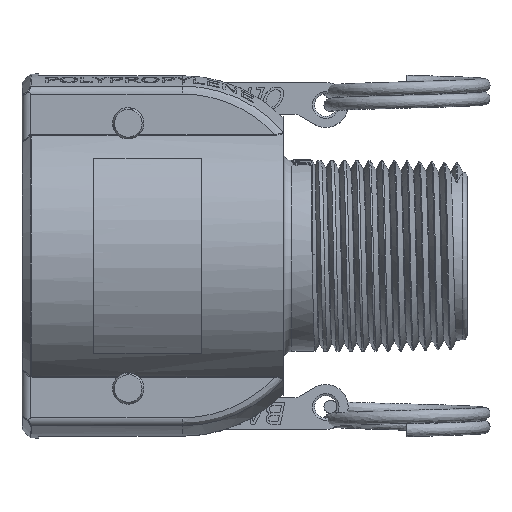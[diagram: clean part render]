
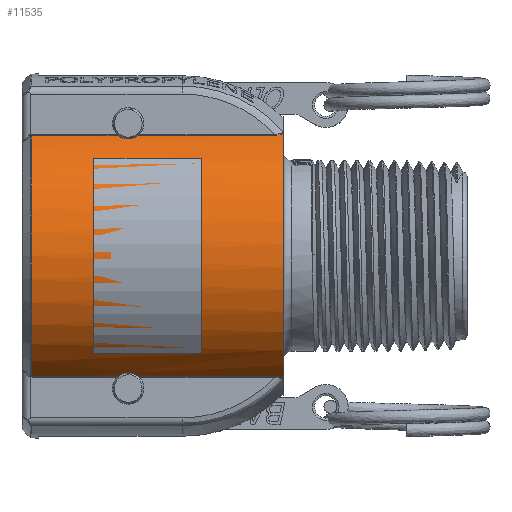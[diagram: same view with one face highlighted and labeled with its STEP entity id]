
A CAD part, top view. The second image highlights one B-rep face of the part: STEP entity #11535.
In plain terms, the highlighted cylindrical face has radius 24.892 mm (diameter 49.784 mm), a partial arc.
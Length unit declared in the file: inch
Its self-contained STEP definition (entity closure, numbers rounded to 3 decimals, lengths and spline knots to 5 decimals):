
#483=LINE('',#17146,#1304);
#484=LINE('',#17149,#1305);
#492=LINE('',#17191,#1313);
#493=LINE('',#17193,#1314);
#1304=VECTOR('',#12984,0.94785);
#1305=VECTOR('',#12989,0.59717);
#1313=VECTOR('',#13015,0.94785);
#1314=VECTOR('',#13018,0.59717);
#2255=CYLINDRICAL_SURFACE('',#12324,0.98);
#2388=FACE_OUTER_BOUND('',#3079,.T.);
#3079=EDGE_LOOP('',(#8200,#8201,#8202,#8203,#8204,#8205,#8206,#8207,#8208,
#8209,#8210,#8211,#8212,#8213));
#3867=CIRCLE('',#12322,0.98);
#3869=CIRCLE('',#12325,0.98);
#4026=B_SPLINE_CURVE_WITH_KNOTS('',3,(#15502,#15503,#15504,#15505,#15506,
#15507,#15508),.UNSPECIFIED.,.F.,.F.,(4,3,4),(0.5,0.87422,
1.),.UNSPECIFIED.);
#4028=B_SPLINE_CURVE_WITH_KNOTS('',3,(#15555,#15556,#15557,#15558),
 .UNSPECIFIED.,.F.,.F.,(4,4),(0.,0.5),.UNSPECIFIED.);
#4033=B_SPLINE_CURVE_WITH_KNOTS('',3,(#15726,#15727,#15728,#15729,#15730,
#15731,#15732),.UNSPECIFIED.,.F.,.F.,(4,3,4),(0.5,0.7465,
1.),.UNSPECIFIED.);
#4035=B_SPLINE_CURVE_WITH_KNOTS('',3,(#15842,#15843,#15844,#15845),
 .UNSPECIFIED.,.F.,.F.,(4,4),(0.,0.5),.UNSPECIFIED.);
#4072=B_SPLINE_CURVE_WITH_KNOTS('',3,(#17030,#17031,#17032,#17033,#17034,
#17035,#17036,#17037,#17038,#17039,#17040,#17041,#17042,#17043),
 .UNSPECIFIED.,.F.,.F.,(4,2,2,2,2,2,4),(1.09996,1.18895,
1.25381,1.31866,1.38351,1.44836,1.53736),
 .UNSPECIFIED.);
#4074=B_SPLINE_CURVE_WITH_KNOTS('',3,(#17060,#17061,#17062,#17063,#17064,
#17065,#17066,#17067,#17068,#17069,#17070,#17071,#17072,#17073),
 .UNSPECIFIED.,.F.,.F.,(4,2,2,2,2,2,4),(1.09996,1.18895,
1.25381,1.31866,1.38351,1.44836,1.53736),
 .UNSPECIFIED.);
#4214=B_SPLINE_CURVE_WITH_KNOTS('',3,(#21057,#21058,#21059,#21060,#21061),
 .UNSPECIFIED.,.F.,.F.,(4,1,4),(-0.24156,-0.10353,-0.05393),
 .UNSPECIFIED.);
#4222=B_SPLINE_CURVE_WITH_KNOTS('',3,(#21244,#21245,#21246,#21247,#21248),
 .UNSPECIFIED.,.F.,.F.,(4,1,4),(0.05393,0.10353,0.24156),
 .UNSPECIFIED.);
#4668=VERTEX_POINT('',#15494);
#4669=VERTEX_POINT('',#15501);
#4671=VERTEX_POINT('',#15553);
#4676=VERTEX_POINT('',#15718);
#4677=VERTEX_POINT('',#15725);
#4679=VERTEX_POINT('',#15840);
#4719=VERTEX_POINT('',#17010);
#4721=VERTEX_POINT('',#17021);
#4724=VERTEX_POINT('',#17049);
#4726=VERTEX_POINT('',#17059);
#4738=VERTEX_POINT('',#17145);
#4746=VERTEX_POINT('',#17189);
#4997=VERTEX_POINT('',#21042);
#5002=VERTEX_POINT('',#21233);
#5855=EDGE_CURVE('',#4668,#4669,#4026,.T.);
#5859=EDGE_CURVE('',#4671,#4668,#4028,.T.);
#5865=EDGE_CURVE('',#4676,#4677,#4033,.T.);
#5869=EDGE_CURVE('',#4679,#4676,#4035,.T.);
#5922=EDGE_CURVE('',#4719,#4721,#4072,.T.);
#5926=EDGE_CURVE('',#4726,#4724,#4074,.T.);
#5944=EDGE_CURVE('',#4719,#4738,#483,.T.);
#5946=EDGE_CURVE('',#4669,#4721,#484,.T.);
#5961=EDGE_CURVE('',#4746,#4724,#492,.T.);
#5962=EDGE_CURVE('',#4726,#4679,#493,.T.);
#6252=EDGE_CURVE('',#4738,#4997,#4214,.T.);
#6257=EDGE_CURVE('',#4677,#4671,#3867,.T.);
#6264=EDGE_CURVE('',#5002,#4746,#4222,.T.);
#6267=EDGE_CURVE('',#4997,#5002,#3869,.T.);
#8200=ORIENTED_EDGE('',*,*,#5922,.T.);
#8201=ORIENTED_EDGE('',*,*,#5946,.F.);
#8202=ORIENTED_EDGE('',*,*,#5855,.F.);
#8203=ORIENTED_EDGE('',*,*,#5859,.F.);
#8204=ORIENTED_EDGE('',*,*,#6257,.F.);
#8205=ORIENTED_EDGE('',*,*,#5865,.F.);
#8206=ORIENTED_EDGE('',*,*,#5869,.F.);
#8207=ORIENTED_EDGE('',*,*,#5962,.F.);
#8208=ORIENTED_EDGE('',*,*,#5926,.T.);
#8209=ORIENTED_EDGE('',*,*,#5961,.F.);
#8210=ORIENTED_EDGE('',*,*,#6264,.F.);
#8211=ORIENTED_EDGE('',*,*,#6267,.F.);
#8212=ORIENTED_EDGE('',*,*,#6252,.F.);
#8213=ORIENTED_EDGE('',*,*,#5944,.F.);
#11535=ADVANCED_FACE('',(#2388),#2255,.T.);
#12322=AXIS2_PLACEMENT_3D('',#21126,#13323,#13324);
#12324=AXIS2_PLACEMENT_3D('',#21285,#13327,#13328);
#12325=AXIS2_PLACEMENT_3D('',#21286,#13329,#13330);
#12984=DIRECTION('',(1.,0.,0.));
#12989=DIRECTION('',(1.,0.,0.));
#13015=DIRECTION('',(-1.,0.,0.));
#13018=DIRECTION('',(-1.,0.,0.));
#13323=DIRECTION('center_axis',(-1.,0.,0.));
#13324=DIRECTION('ref_axis',(0.,0.,1.));
#13327=DIRECTION('center_axis',(-1.,0.,0.));
#13328=DIRECTION('ref_axis',(0.,0.,1.));
#13329=DIRECTION('center_axis',(1.,0.,0.));
#13330=DIRECTION('ref_axis',(0.,0.,-1.));
#15494=CARTESIAN_POINT('',(0.0661,0.83859,0.50712));
#15501=CARTESIAN_POINT('',(0.07205,0.83996,0.50485));
#15502=CARTESIAN_POINT('Ctrl Pts',(0.0661,0.83859,
0.50712));
#15503=CARTESIAN_POINT('Ctrl Pts',(0.06723,0.83934,
0.50588));
#15504=CARTESIAN_POINT('Ctrl Pts',(0.06885,0.83982,
0.50507));
#15505=CARTESIAN_POINT('Ctrl Pts',(0.07046,0.83992,
0.50491));
#15506=CARTESIAN_POINT('Ctrl Pts',(0.071,0.83996,
0.50485));
#15507=CARTESIAN_POINT('Ctrl Pts',(0.07152,0.83996,
0.50485));
#15508=CARTESIAN_POINT('Ctrl Pts',(0.07205,0.83996,
0.50485));
#15553=CARTESIAN_POINT('',(0.06414,0.83497,0.51305));
#15555=CARTESIAN_POINT('Ctrl Pts',(0.06414,0.83497,
0.51305));
#15556=CARTESIAN_POINT('Ctrl Pts',(0.06414,0.83606,
0.51129));
#15557=CARTESIAN_POINT('Ctrl Pts',(0.0646,0.83759,
0.50878));
#15558=CARTESIAN_POINT('Ctrl Pts',(0.0661,0.83859,
0.50712));
#15718=CARTESIAN_POINT('',(0.06611,-0.8386,0.5071));
#15725=CARTESIAN_POINT('',(0.06414,-0.83497,0.51305));
#15726=CARTESIAN_POINT('Ctrl Pts',(0.06611,-0.8386,
0.5071));
#15727=CARTESIAN_POINT('Ctrl Pts',(0.06538,-0.8381,
0.50792));
#15728=CARTESIAN_POINT('Ctrl Pts',(0.06483,-0.83751,
0.50891));
#15729=CARTESIAN_POINT('Ctrl Pts',(0.06451,-0.83686,
0.50997));
#15730=CARTESIAN_POINT('Ctrl Pts',(0.06418,-0.83619,
0.51106));
#15731=CARTESIAN_POINT('Ctrl Pts',(0.06414,-0.83554,
0.51213));
#15732=CARTESIAN_POINT('Ctrl Pts',(0.06414,-0.83497,
0.51305));
#15840=CARTESIAN_POINT('',(0.07205,-0.83996,0.50485));
#15842=CARTESIAN_POINT('Ctrl Pts',(0.07205,-0.83996,
0.50485));
#15843=CARTESIAN_POINT('Ctrl Pts',(0.07002,-0.83996,
0.50485));
#15844=CARTESIAN_POINT('Ctrl Pts',(0.06753,-0.83956,
0.50552));
#15845=CARTESIAN_POINT('Ctrl Pts',(0.06611,-0.8386,
0.5071));
#17010=CARTESIAN_POINT('',(0.81079,0.83996,0.50485));
#17021=CARTESIAN_POINT('',(0.66921,0.83996,0.50485));
#17030=CARTESIAN_POINT('Ctrl Pts',(0.81079,0.83996,
0.50485));
#17031=CARTESIAN_POINT('Ctrl Pts',(0.80431,0.83447,
0.51398));
#17032=CARTESIAN_POINT('Ctrl Pts',(0.79671,0.82934,
0.52217));
#17033=CARTESIAN_POINT('Ctrl Pts',(0.78175,0.82203,
0.53358));
#17034=CARTESIAN_POINT('Ctrl Pts',(0.77411,0.8191,
0.53805));
#17035=CARTESIAN_POINT('Ctrl Pts',(0.7575,0.81507,
0.54413));
#17036=CARTESIAN_POINT('Ctrl Pts',(0.74851,0.814,0.54571));
#17037=CARTESIAN_POINT('Ctrl Pts',(0.73149,0.814,0.54571));
#17038=CARTESIAN_POINT('Ctrl Pts',(0.7225,0.81507,
0.54413));
#17039=CARTESIAN_POINT('Ctrl Pts',(0.70589,0.8191,
0.53805));
#17040=CARTESIAN_POINT('Ctrl Pts',(0.69825,0.82203,
0.53358));
#17041=CARTESIAN_POINT('Ctrl Pts',(0.68329,0.82934,
0.52217));
#17042=CARTESIAN_POINT('Ctrl Pts',(0.67569,0.83447,
0.51398));
#17043=CARTESIAN_POINT('Ctrl Pts',(0.66921,0.83996,
0.50485));
#17049=CARTESIAN_POINT('',(0.81079,-0.83996,0.50485));
#17059=CARTESIAN_POINT('',(0.66921,-0.83996,0.50485));
#17060=CARTESIAN_POINT('Ctrl Pts',(0.66921,-0.83996,
0.50485));
#17061=CARTESIAN_POINT('Ctrl Pts',(0.67569,-0.83447,
0.51398));
#17062=CARTESIAN_POINT('Ctrl Pts',(0.68329,-0.82934,
0.52217));
#17063=CARTESIAN_POINT('Ctrl Pts',(0.69825,-0.82203,
0.53358));
#17064=CARTESIAN_POINT('Ctrl Pts',(0.70589,-0.8191,
0.53805));
#17065=CARTESIAN_POINT('Ctrl Pts',(0.7225,-0.81507,
0.54413));
#17066=CARTESIAN_POINT('Ctrl Pts',(0.73149,-0.814,0.54571));
#17067=CARTESIAN_POINT('Ctrl Pts',(0.74851,-0.814,0.54571));
#17068=CARTESIAN_POINT('Ctrl Pts',(0.7575,-0.81507,
0.54413));
#17069=CARTESIAN_POINT('Ctrl Pts',(0.77411,-0.8191,
0.53805));
#17070=CARTESIAN_POINT('Ctrl Pts',(0.78175,-0.82203,
0.53358));
#17071=CARTESIAN_POINT('Ctrl Pts',(0.79671,-0.82934,
0.52217));
#17072=CARTESIAN_POINT('Ctrl Pts',(0.80431,-0.83447,
0.51398));
#17073=CARTESIAN_POINT('Ctrl Pts',(0.81079,-0.83996,
0.50485));
#17145=CARTESIAN_POINT('',(1.75864,0.83996,0.50485));
#17146=CARTESIAN_POINT('',(1.82,0.83996,0.50485));
#17149=CARTESIAN_POINT('',(1.82,0.83996,0.50485));
#17189=CARTESIAN_POINT('',(1.75864,-0.83996,0.50485));
#17191=CARTESIAN_POINT('',(1.82,-0.83996,0.50485));
#17193=CARTESIAN_POINT('',(1.82,-0.83996,0.50485));
#21042=CARTESIAN_POINT('',(1.82,0.85626,0.47667));
#21057=CARTESIAN_POINT('Ctrl Pts',(1.75864,0.83996,0.50485));
#21058=CARTESIAN_POINT('Ctrl Pts',(1.77675,0.83996,0.50485));
#21059=CARTESIAN_POINT('Ctrl Pts',(1.80275,0.8432,0.49966));
#21060=CARTESIAN_POINT('Ctrl Pts',(1.81751,0.85341,0.48182));
#21061=CARTESIAN_POINT('Ctrl Pts',(1.82009,0.85629,0.47664));
#21126=CARTESIAN_POINT('Origin',(0.06414,0.,0.));
#21233=CARTESIAN_POINT('',(1.82,-0.85626,0.47667));
#21244=CARTESIAN_POINT('Ctrl Pts',(1.82009,-0.85629,
0.47664));
#21245=CARTESIAN_POINT('Ctrl Pts',(1.81751,-0.85341,
0.48182));
#21246=CARTESIAN_POINT('Ctrl Pts',(1.80275,-0.8432,
0.49966));
#21247=CARTESIAN_POINT('Ctrl Pts',(1.77675,-0.83996,
0.50485));
#21248=CARTESIAN_POINT('Ctrl Pts',(1.75864,-0.83996,
0.50485));
#21285=CARTESIAN_POINT('Origin',(1.82,0.,0.));
#21286=CARTESIAN_POINT('Origin',(1.82,0.,0.));
